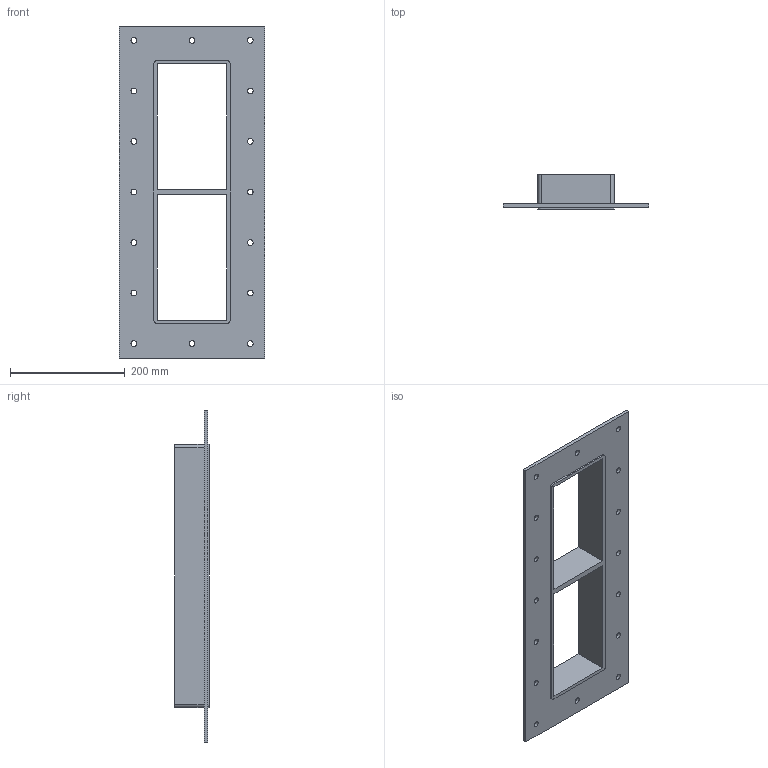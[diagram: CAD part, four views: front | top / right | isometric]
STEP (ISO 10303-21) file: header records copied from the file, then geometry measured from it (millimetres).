
FILE_DESCRIPTION((''),'2;1');
FILE_NAME('G B EX6+6X1.stp','2014-12-01T13:01:54',(''),(''),'Autodesk Inventor 2013','Autodesk Inventor 2013','');
FILE_SCHEMA(('AUTOMOTIVE_DESIGN { 1 0 10303 214 1 1 1 1 }'));
Length unit declared in the file: millimetre
Products named in the file (1): G B Ex
Bounding box: 252.5 x 60 x 578 mm (x, y, z)
Volume: 991171.4 mm3; surface area: 341740.4 mm2
Topology: 1 solids, 1 shells, 48 faces, 148 edges, 104 vertices
Faces by surface type: cylinder 24, plane 24
Full cylindrical faces by diameter (mm): 10 x16
Entity records: 1562 total; most frequent: DIRECTION 262, CARTESIAN_POINT 253, ORIENTED_EDGE 232, EDGE_CURVE 116, EDGE_LOOP 102, AXIS2_PLACEMENT_3D 97, VERTEX_POINT 88, VECTOR 68
